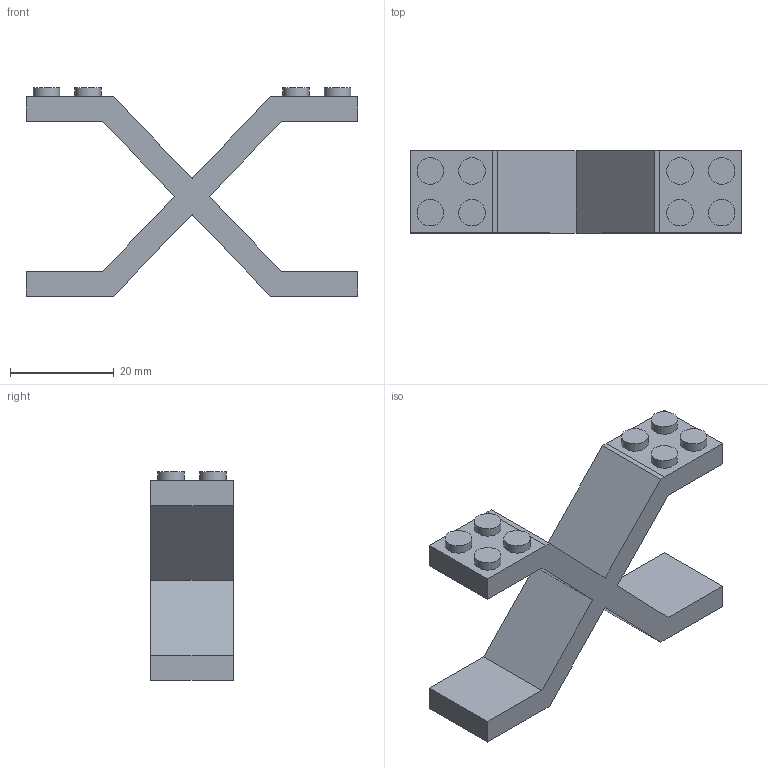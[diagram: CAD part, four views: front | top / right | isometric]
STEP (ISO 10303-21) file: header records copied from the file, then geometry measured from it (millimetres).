
FILE_DESCRIPTION(/* description */ (''),/* implementation_level */ '2;1');
FILE_NAME(/* name */ 'thinEscalator.step',/* time_stamp */ '2026-02-14T13:25:21+07:00',/* author */ (''),/* organization */ (''),/* preprocessor_version */ 'ST-DEVELOPER v20.1',/* originating_system */ 'Autodesk Translation Framework v14.21.0.0',/* authorisation */ '');
FILE_SCHEMA (('AUTOMOTIVE_DESIGN { 1 0 10303 214 3 1 1 }'));
Length unit declared in the file: millimetre
Products named in the file (1): thinEscalator
Bounding box: 63.8 x 15.8 x 40.1 mm (x, y, z)
Volume: 11282.1 mm3; surface area: 7000.4 mm2
Topology: 1 solids, 1 shells, 90 faces, 216 edges, 144 vertices
Faces by surface type: plane 82, cylinder 8
Full cylindrical faces by diameter (mm): 5.1 x8
Entity records: 2609 total; most frequent: CARTESIAN_POINT 451, ORIENTED_EDGE 432, DIRECTION 414, EDGE_CURVE 216, LINE 200, VECTOR 200, VERTEX_POINT 144, AXIS2_PLACEMENT_3D 107
